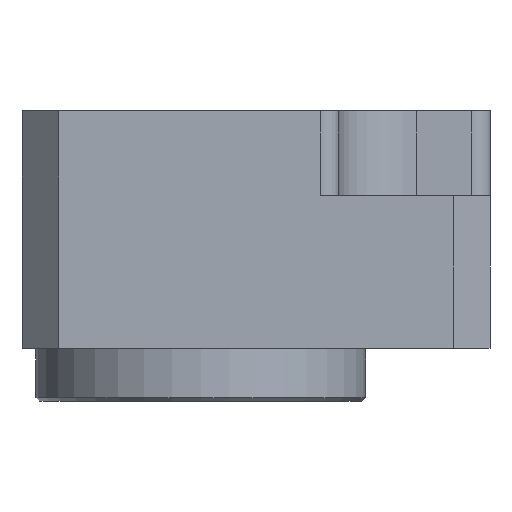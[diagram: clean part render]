
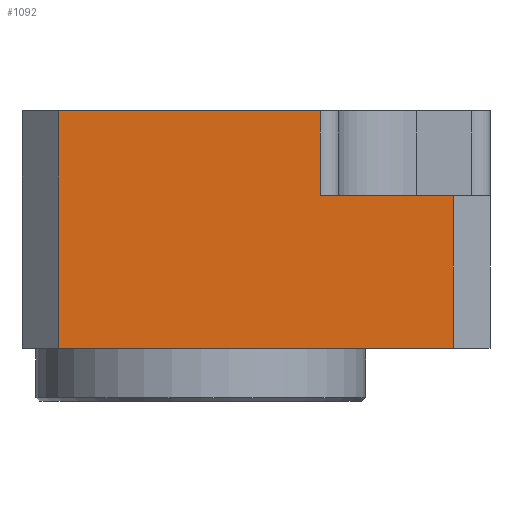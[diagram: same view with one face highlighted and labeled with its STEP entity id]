
A CAD part, front view. The second image highlights one B-rep face of the part: STEP entity #1092.
In plain terms, the highlighted planar face has unit normal (0, -1, 0).
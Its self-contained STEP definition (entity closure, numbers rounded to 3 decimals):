
#1092=ADVANCED_FACE('',(#2121),#1673,.T.);
#1673=PLANE('',#10817);
#2121=FACE_OUTER_BOUND('',#2691,.T.);
#2691=EDGE_LOOP('',(#3786,#3787,#3788,#3789,#3790,#3791));
#3786=ORIENTED_EDGE('',*,*,#7921,.T.);
#3787=ORIENTED_EDGE('',*,*,#7922,.T.);
#3788=ORIENTED_EDGE('',*,*,#7923,.F.);
#3789=ORIENTED_EDGE('',*,*,#7924,.T.);
#3790=ORIENTED_EDGE('',*,*,#7865,.T.);
#3791=ORIENTED_EDGE('',*,*,#7925,.T.);
#6797=VERTEX_POINT('',#13981);
#6798=VERTEX_POINT('',#13983);
#6843=VERTEX_POINT('',#14103);
#6844=VERTEX_POINT('',#14104);
#6845=VERTEX_POINT('',#14106);
#6846=VERTEX_POINT('',#14108);
#7865=EDGE_CURVE('',#6798,#6797,#9344,.T.);
#7921=EDGE_CURVE('',#6843,#6844,#9380,.T.);
#7922=EDGE_CURVE('',#6844,#6845,#9381,.T.);
#7923=EDGE_CURVE('',#6846,#6845,#9382,.T.);
#7924=EDGE_CURVE('',#6846,#6798,#9383,.T.);
#7925=EDGE_CURVE('',#6797,#6843,#9384,.T.);
#9344=LINE('',#13982,#10040);
#9380=LINE('',#14102,#10076);
#9381=LINE('',#14105,#10077);
#9382=LINE('',#14107,#10078);
#9383=LINE('',#14109,#10079);
#9384=LINE('',#14110,#10080);
#10040=VECTOR('',#11701,1.);
#10076=VECTOR('',#11797,1.);
#10077=VECTOR('',#11798,1.);
#10078=VECTOR('',#11799,1.);
#10079=VECTOR('',#11800,1.);
#10080=VECTOR('',#11801,1.);
#10817=AXIS2_PLACEMENT_3D('',#14111,#11802,#11803);
#11701=DIRECTION('',(-1.,0.,0.));
#11797=DIRECTION('',(1.,0.,0.));
#11798=DIRECTION('',(0.,0.,1.));
#11799=DIRECTION('',(1.,0.,0.));
#11800=DIRECTION('',(0.,0.,1.));
#11801=DIRECTION('',(0.,0.,-1.));
#11802=DIRECTION('',(0.,-1.,0.));
#11803=DIRECTION('',(0.,0.,-1.));
#13981=CARTESIAN_POINT('',(1.,0.,6.45));
#13982=CARTESIAN_POINT('',(6.35,0.,6.45));
#13983=CARTESIAN_POINT('',(8.1,0.,6.45));
#14102=CARTESIAN_POINT('',(6.35,0.,0.));
#14103=CARTESIAN_POINT('',(1.,0.,0.));
#14104=CARTESIAN_POINT('',(11.7,0.,0.));
#14105=CARTESIAN_POINT('',(11.7,0.,0.));
#14106=CARTESIAN_POINT('',(11.7,0.,4.15));
#14107=CARTESIAN_POINT('',(8.6,0.,4.15));
#14108=CARTESIAN_POINT('',(8.1,0.,4.15));
#14109=CARTESIAN_POINT('',(8.1,0.,6.45));
#14110=CARTESIAN_POINT('',(1.,0.,0.));
#14111=CARTESIAN_POINT('',(6.35,0.,0.));
